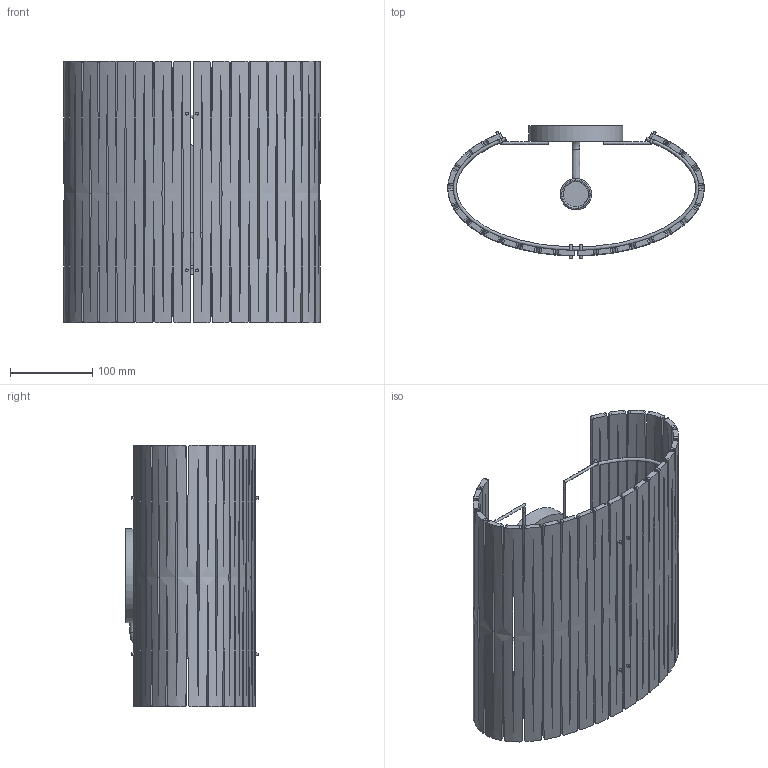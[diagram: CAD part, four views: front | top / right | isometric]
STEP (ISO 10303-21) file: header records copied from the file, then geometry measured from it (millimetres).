
FILE_DESCRIPTION(/* description */ (''),/* implementation_level */ '2;1');
FILE_NAME(/* name */ 'Kerf_S2_Wood_3D_mm',/* time_stamp */ '2025-07-02T14:11:49-07:00',/* author */ (''),/* organization */ (''),/* preprocessor_version */ 'ST-DEVELOPER v16.5',/* originating_system */ '',/* authorisation */ '');
FILE_SCHEMA (('AUTOMOTIVE_DESIGN'));
Length unit declared in the file: millimetre
Products named in the file (1): Document
Bounding box: 311.36 x 161.16 x 317.5 mm (x, y, z)
Volume: 1255059.1 mm3; surface area: 568548.7 mm2
Topology: 9 solids, 9 shells, 475 faces, 1346 edges, 892 vertices
Faces by surface type: bspline 458, plane 17
Entity records: 32807 total; most frequent: CARTESIAN_POINT 24447, ORIENTED_EDGE 2692, EDGE_CURVE 1346, B_SPLINE_CURVE_WITH_KNOTS 1278, VERTEX_POINT 892, EDGE_LOOP 542, ADVANCED_FACE 475, FACE_OUTER_BOUND 475
